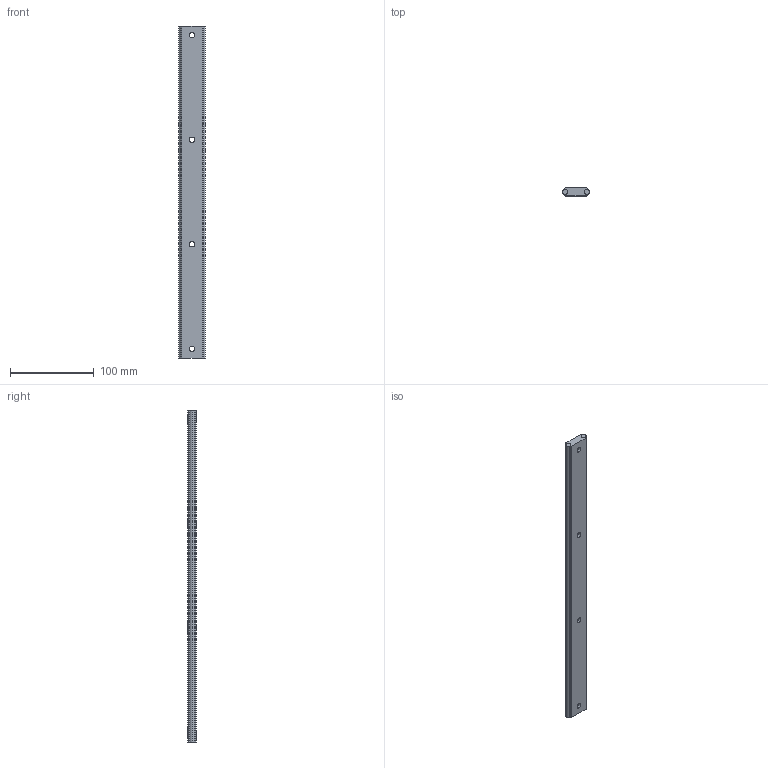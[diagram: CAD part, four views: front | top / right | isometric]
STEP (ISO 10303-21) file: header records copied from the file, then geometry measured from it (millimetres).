
FILE_DESCRIPTION (( 'STEP AP214' ), '1' );
FILE_NAME ('ELFS32-F.STEP', '2016-09-14T10:55:22', ( 'admin' ), ( '' ), 'SwSTEP 2.0', 'SolidWorks 2016', '' );
FILE_SCHEMA (( 'AUTOMOTIVE_DESIGN' ));
Length unit declared in the file: millimetre
Products named in the file (3): EDM_ELFS32F-STR_STEP; ELFS32-F; W6h6-ELFS_Bohrbild
Assembly tree (3 placements, depth 2):
  ELFS32-F
    EDM_ELFS32F-STR_STEP
    W6h6-ELFS_Bohrbild  x2
Bounding box: 31.99 x 10 x 397 mm (x, y, z)
Volume: 112878.7 mm3; surface area: 50034.1 mm2
Topology: 3 solids, 3 shells, 51 faces, 123 edges, 82 vertices
Faces by surface type: cylinder 31, plane 20
Entity records: 1563 total; most frequent: DIRECTION 281, CARTESIAN_POINT 248, ORIENTED_EDGE 234, EDGE_CURVE 117, AXIS2_PLACEMENT_3D 111, VERTEX_POINT 78, VECTOR 59, LINE 59
